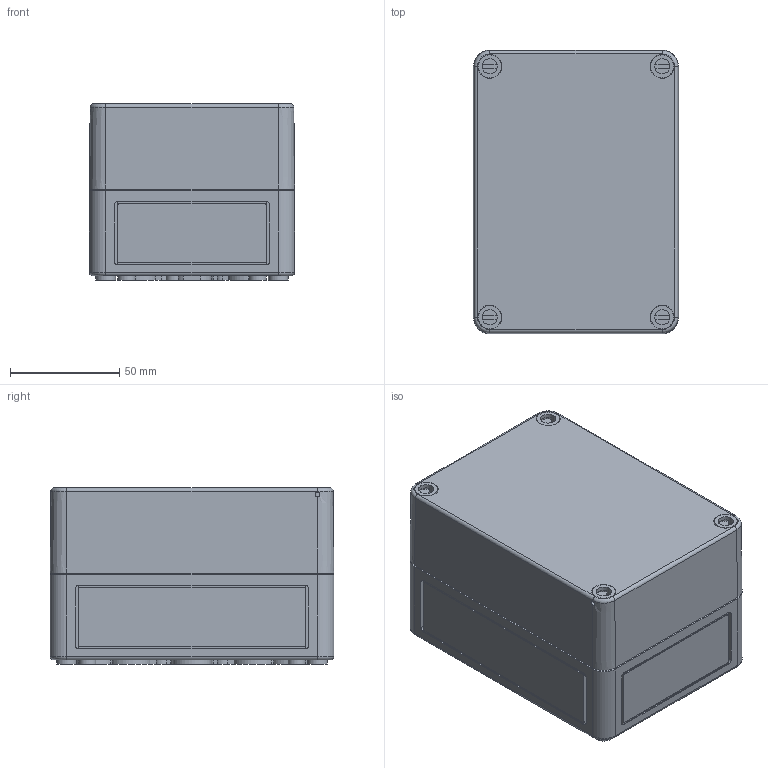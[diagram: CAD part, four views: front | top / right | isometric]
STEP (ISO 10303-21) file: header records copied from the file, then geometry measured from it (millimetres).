
FILE_DESCRIPTION( ( 'STEP AP214' ), ' ' );
FILE_NAME( '11150901.stp', '2016-02-19T17:25:38', ( '' ), ( '' ), ' ', 'PARTsolutions', ' ' );
FILE_SCHEMA( ( 'AUTOMOTIVE_DESIGN { 1 0 10303 214 1 1 1 1 }' ) );
Length unit declared in the file: millimetre
Products named in the file (4): 11150901; _Kasten_TK1309-o; _Deckel_TK1309-8-t; _Schraube_TK58mm-schwarz
Assembly tree (6 placements, depth 2):
  11150901
    _Kasten_TK1309-o
    _Deckel_TK1309-8-t
    _Schraube_TK58mm-schwarz  x4
Bounding box: 94 x 130 x 80.7 mm (x, y, z)
Volume: 203219.5 mm3; surface area: 147513.7 mm2
Topology: 6 solids, 6 shells, 872 faces, 2220 edges, 1457 vertices
Faces by surface type: plane 550, cylinder 266, cone 44, torus 12
Full cylindrical faces by diameter (mm): 2.2 x2, 2.53 x2, 3.53 x8, 5 x4, 5.8 x8, 7 x4, 8 x4, 8.376 x4, 9 x4, 10.5 x4, 14.11 x4
Entity records: 24744 total; most frequent: DIRECTION 3488, CARTESIAN_POINT 3452, ORIENTED_EDGE 3192, EDGE_CURVE 1596, AXIS2_PLACEMENT_3D 1253, VERTEX_POINT 1081, LINE 982, VECTOR 982
